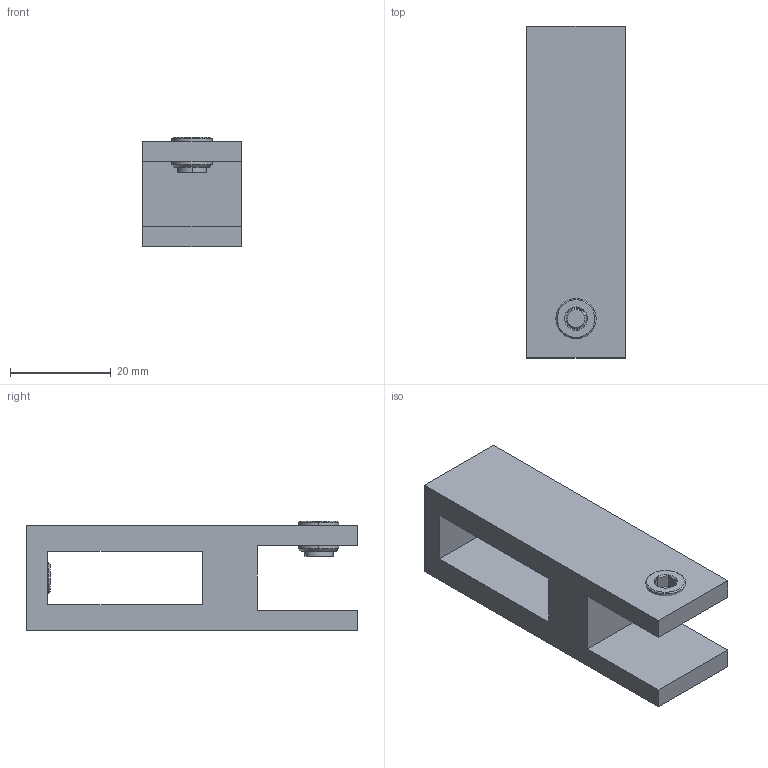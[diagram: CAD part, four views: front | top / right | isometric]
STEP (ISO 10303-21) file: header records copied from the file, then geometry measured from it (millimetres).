
FILE_DESCRIPTION (( 'STEP AP203' ), '1' );
FILE_NAME ('GS-304_ZP-223_P_Cr.STEP', '2019-09-12T12:16:28', ( '' ), ( '' ), 'SwSTEP 2.0', 'SolidWorks 2019', '' );
FILE_SCHEMA (( 'CONFIG_CONTROL_DESIGN' ));
Length unit declared in the file: millimetre
Products named in the file (5): GS-304_ZP-223_P_Cr.P2; GS-304_ZP-223_P_Cr; DIN 913_M6x4_A2-70; DIN xxx_M8x6_A2-70; GS-304_ZP-223_P_Cr.P1
Assembly tree (4 placements, depth 2):
  GS-304_ZP-223_P_Cr
    GS-304_ZP-223_P_Cr.P1
    DIN 913_M6x4_A2-70
    DIN xxx_M8x6_A2-70
    GS-304_ZP-223_P_Cr.P2
Bounding box: 19.5 x 66 x 21.8 mm (x, y, z)
Volume: 15814.8 mm3; surface area: 7990 mm2
Topology: 4 solids, 4 shells, 83 faces, 168 edges, 93 vertices
Faces by surface type: plane 39, cone 32, cylinder 12
Entity records: 2767 total; most frequent: CARTESIAN_POINT 521, DIRECTION 386, ORIENTED_EDGE 332, EDGE_CURVE 166, AXIS2_PLACEMENT_3D 150, EDGE_LOOP 93, VERTEX_POINT 93, LINE 86
